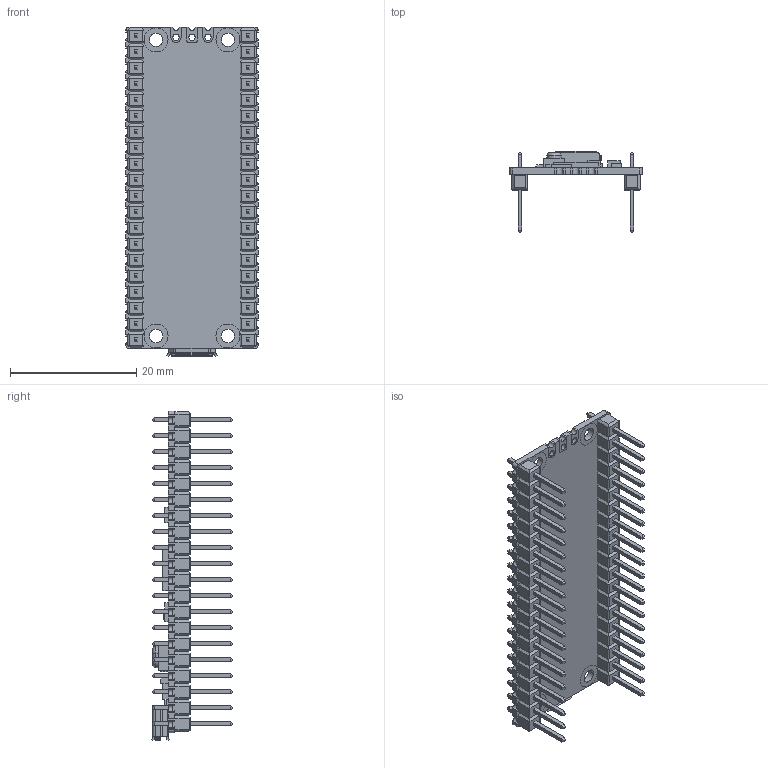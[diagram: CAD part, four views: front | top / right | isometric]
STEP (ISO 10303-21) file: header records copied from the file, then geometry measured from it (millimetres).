
FILE_DESCRIPTION(/* description */ (''),/* implementation_level */ '2;1');
FILE_NAME(/* name */ 'PicoWithPins v2.step',/* time_stamp */ '2023-09-28T23:15:54-04:00',/* author */ (''),/* organization */ (''),/* preprocessor_version */ 'ST-DEVELOPER v20',/* originating_system */ 'Autodesk Translation Framework v12.14.0.127',/* authorisation */ '');
FILE_SCHEMA (('AUTOMOTIVE_DESIGN { 1 0 10303 214 3 1 1 }'));
Length unit declared in the file: millimetre
Products named in the file (17): PicoWithPins; Pico-R3; PICO_assm_140121.STEP; PICO_REF_BOARD.STEP; PICO_REF_USB.STEP; PICO_REF_SWITCH.STEP; PICO_REF_MICROCONTROLLER.STEP; PICO_REF_LED.STEP; PICO_REF_ONSEMI.STEP; PICO_BOURNS.STEP; PICO_MURATA.STEP; PICO_RICHTEK.STEP; PICO_DIODES.STEP; PICO_AEL.STEP; PICO_WINBOND.STEP; Pin Header 1x16 TH Pitch 2.54mm; Pin Header 1x4 TH Pitch 2.54mm
Assembly tree (19 placements, depth 4):
  PicoWithPins
    Pico-R3
      PICO_assm_140121.STEP
        PICO_REF_BOARD.STEP
        PICO_REF_USB.STEP
        PICO_REF_SWITCH.STEP
        PICO_REF_MICROCONTROLLER.STEP
        PICO_REF_LED.STEP
        PICO_REF_ONSEMI.STEP
        PICO_BOURNS.STEP
        PICO_MURATA.STEP  x2
        PICO_RICHTEK.STEP
        PICO_DIODES.STEP
        PICO_AEL.STEP
        PICO_WINBOND.STEP
    Pin Header 1x16 TH Pitch 2.54mm  x2
    Pin Header 1x4 TH Pitch 2.54mm  x2
Bounding box: 21 x 12.93 x 52.3 mm (x, y, z)
Volume: 1341.2 mm3; surface area: 5581.6 mm2
Topology: 57 solids, 97 shells, 1925 faces, 5195 edges, 3402 vertices
Faces by surface type: plane 1725, cylinder 198, torus 2
Full cylindrical faces by diameter (mm): 1 x43, 2.1 x4
Entity records: 38776 total; most frequent: CARTESIAN_POINT 7112, ORIENTED_EDGE 6462, DIRECTION 6275, EDGE_CURVE 3303, LINE 2665, VECTOR 2665, VERTEX_POINT 2194, AXIS2_PLACEMENT_3D 1805
